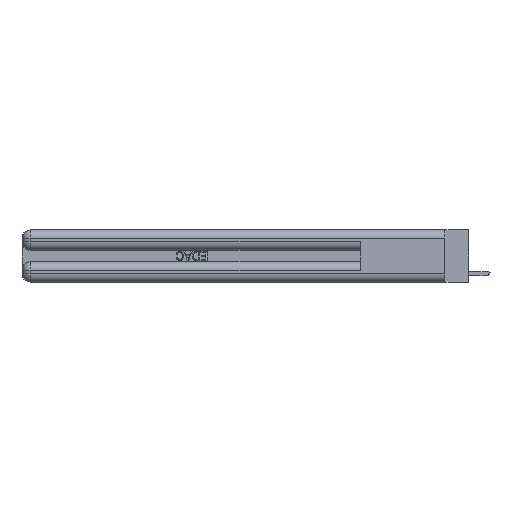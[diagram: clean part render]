
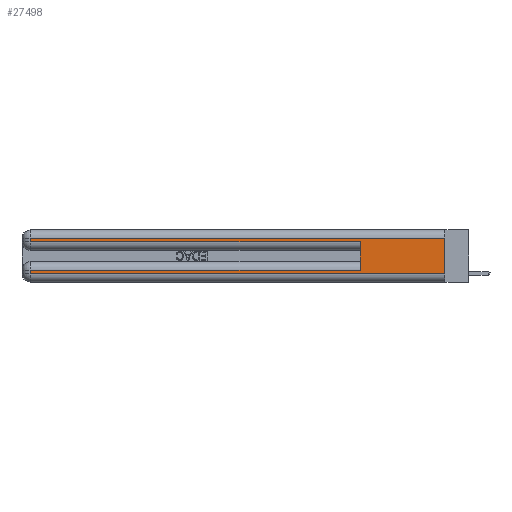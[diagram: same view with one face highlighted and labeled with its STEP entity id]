
A CAD part, left-side view. The second image highlights one B-rep face of the part: STEP entity #27498.
In plain terms, the highlighted planar face has unit normal (-1, 0, 0).
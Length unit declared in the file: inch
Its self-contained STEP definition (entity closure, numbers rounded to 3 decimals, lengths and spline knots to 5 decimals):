
#275 = EDGE_CURVE ( 'NONE', #11365, #10283, #11277, .T. ) ;
#540 = CARTESIAN_POINT ( 'NONE',  ( 0., 0., 0.06 ) ) ;
#883 = DIRECTION ( 'NONE',  ( 0., -1., 0. ) ) ;
#964 = DIRECTION ( 'NONE',  ( 0., -1., 0. ) ) ;
#999 = CARTESIAN_POINT ( 'NONE',  ( 0., 0., 0.06 ) ) ;
#1080 = VECTOR ( 'NONE', #31148, 39.37008 ) ;
#1519 = DIRECTION ( 'NONE',  ( 0., 0., -1. ) ) ;
#1692 = ORIENTED_EDGE ( 'NONE', *, *, #275, .T. ) ;
#3281 = DIRECTION ( 'NONE',  ( 0., 0., -1. ) ) ;
#3442 = ORIENTED_EDGE ( 'NONE', *, *, #7102, .T. ) ;
#4627 = VERTEX_POINT ( 'NONE', #4784 ) ;
#4784 = CARTESIAN_POINT ( 'NONE',  ( 0., 0.6, 0.085 ) ) ;
#6096 = CARTESIAN_POINT ( 'NONE',  ( 0., 0.6, 0.145 ) ) ;
#6814 = VECTOR ( 'NONE', #1519, 39.37008 ) ;
#7102 = EDGE_CURVE ( 'NONE', #30496, #9234, #18273, .T. ) ;
#7166 = DIRECTION ( 'NONE',  ( 0., 1., 0. ) ) ;
#7715 = AXIS2_PLACEMENT_3D ( 'NONE', #24948, #15482, #3281 ) ;
#7953 = EDGE_CURVE ( 'NONE', #10124, #9234, #13221, .T. ) ;
#8035 = CARTESIAN_POINT ( 'NONE',  ( 0., 2.94, 0.31 ) ) ;
#8056 = PLANE ( 'NONE',  #7715 ) ;
#8431 = EDGE_CURVE ( 'NONE', #12473, #11365, #13545, .T. ) ;
#8705 = EDGE_CURVE ( 'NONE', #21493, #30496, #26012, .T. ) ;
#9060 = FACE_OUTER_BOUND ( 'NONE', #21215, .T. ) ;
#9234 = VERTEX_POINT ( 'NONE', #999 ) ;
#9694 = DIRECTION ( 'NONE',  ( 0., 1., 0. ) ) ;
#10124 = VERTEX_POINT ( 'NONE', #25473 ) ;
#10283 = VERTEX_POINT ( 'NONE', #11193 ) ;
#10448 = LINE ( 'NONE', #6096, #15395 ) ;
#11193 = CARTESIAN_POINT ( 'NONE',  ( 0., 0.6, 0.285 ) ) ;
#11277 = LINE ( 'NONE', #25187, #18149 ) ;
#11365 = VERTEX_POINT ( 'NONE', #28355 ) ;
#12473 = VERTEX_POINT ( 'NONE', #8035 ) ;
#12592 = ORIENTED_EDGE ( 'NONE', *, *, #8705, .T. ) ;
#12783 = VECTOR ( 'NONE', #28467, 39.37008 ) ;
#12882 = VECTOR ( 'NONE', #964, 39.37008 ) ;
#13221 = LINE ( 'NONE', #25590, #6814 ) ;
#13545 = LINE ( 'NONE', #23673, #12783 ) ;
#14313 = EDGE_CURVE ( 'NONE', #4627, #10283, #10448, .T. ) ;
#14576 = ORIENTED_EDGE ( 'NONE', *, *, #20781, .T. ) ;
#15395 = VECTOR ( 'NONE', #30351, 39.37008 ) ;
#15482 = DIRECTION ( 'NONE',  ( 1., 0., 0. ) ) ;
#15498 = CARTESIAN_POINT ( 'NONE',  ( 0., 2.94, 0.085 ) ) ;
#15726 = LINE ( 'NONE', #31293, #22500 ) ;
#15927 = CARTESIAN_POINT ( 'NONE',  ( 0., 2.94, 0.37 ) ) ;
#18149 = VECTOR ( 'NONE', #883, 39.37008 ) ;
#18273 = LINE ( 'NONE', #540, #12882 ) ;
#20108 = ORIENTED_EDGE ( 'NONE', *, *, #14313, .F. ) ;
#20781 = EDGE_CURVE ( 'NONE', #10124, #12473, #15726, .T. ) ;
#20796 = LINE ( 'NONE', #28846, #21859 ) ;
#21215 = EDGE_LOOP ( 'NONE', ( #24363, #14576, #30994, #1692, #20108, #28179, #12592, #3442 ) ) ;
#21493 = VERTEX_POINT ( 'NONE', #15498 ) ;
#21859 = VECTOR ( 'NONE', #9694, 39.37008 ) ;
#22500 = VECTOR ( 'NONE', #7166, 39.37008 ) ;
#23673 = CARTESIAN_POINT ( 'NONE',  ( 0., 2.94, 0.37 ) ) ;
#24363 = ORIENTED_EDGE ( 'NONE', *, *, #7953, .F. ) ;
#24948 = CARTESIAN_POINT ( 'NONE',  ( 0., 0., 0.37 ) ) ;
#25187 = CARTESIAN_POINT ( 'NONE',  ( 0., 0., 0.285 ) ) ;
#25473 = CARTESIAN_POINT ( 'NONE',  ( 0., 0., 0.31 ) ) ;
#25590 = CARTESIAN_POINT ( 'NONE',  ( 0., 0., 0.37 ) ) ;
#26012 = LINE ( 'NONE', #15927, #1080 ) ;
#27498 = ADVANCED_FACE ( 'NONE', ( #9060 ), #8056, .F. ) ;
#28087 = EDGE_CURVE ( 'NONE', #4627, #21493, #20796, .T. ) ;
#28179 = ORIENTED_EDGE ( 'NONE', *, *, #28087, .T. ) ;
#28355 = CARTESIAN_POINT ( 'NONE',  ( 0., 2.94, 0.285 ) ) ;
#28467 = DIRECTION ( 'NONE',  ( 0., 0., -1. ) ) ;
#28846 = CARTESIAN_POINT ( 'NONE',  ( 0., 0., 0.085 ) ) ;
#30351 = DIRECTION ( 'NONE',  ( 0., 0., 1. ) ) ;
#30496 = VERTEX_POINT ( 'NONE', #30645 ) ;
#30645 = CARTESIAN_POINT ( 'NONE',  ( 0., 2.94, 0.06 ) ) ;
#30994 = ORIENTED_EDGE ( 'NONE', *, *, #8431, .T. ) ;
#31148 = DIRECTION ( 'NONE',  ( 0., 0., -1. ) ) ;
#31293 = CARTESIAN_POINT ( 'NONE',  ( 0., 0., 0.31 ) ) ;
